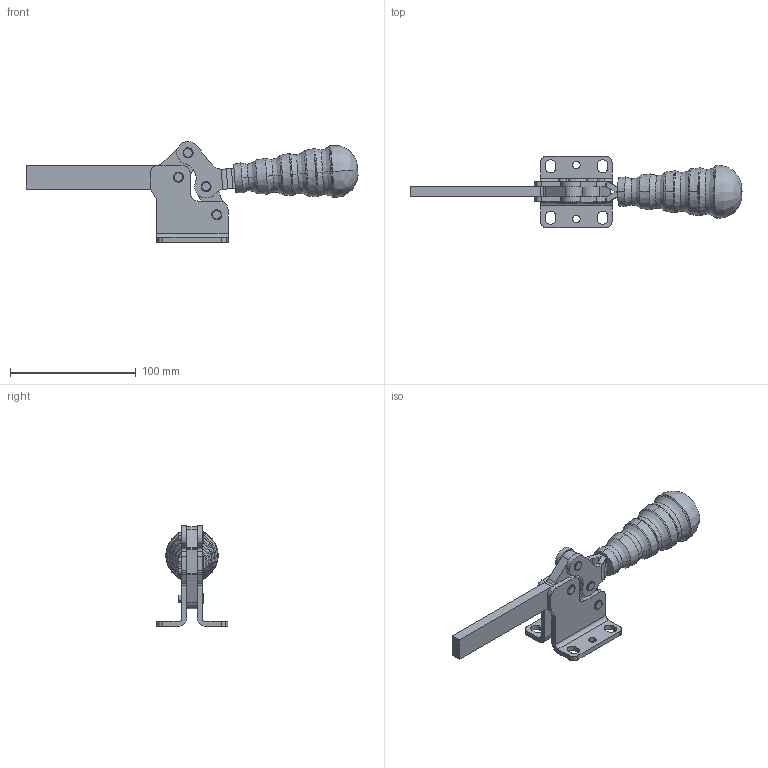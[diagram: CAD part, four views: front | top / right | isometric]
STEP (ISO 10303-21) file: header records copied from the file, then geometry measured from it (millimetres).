
FILE_DESCRIPTION((''),'2;1');
FILE_NAME('134F.0.stp','2005-08-29T13:38:42',('CAD'),(''),'Autodesk Inventor 8','Autodesk Inventor 8','');
FILE_SCHEMA(('AUTOMOTIVE_DESIGN { 1 0 10303 214 1 1 1 1 }'));
Length unit declared in the file: millimetre
Products named in the file (1): Part60
Bounding box: 264.52 x 57 x 80.35 mm (x, y, z)
Volume: 142657.2 mm3; surface area: 44256.7 mm2
Topology: 1 solids, 5 shells, 860 faces, 2359 edges, 1368 vertices
Faces by surface type: plane 340, cone 306, bspline 110, cylinder 82, torus 22
Entity records: 28834 total; most frequent: CARTESIAN_POINT 8116, ORIENTED_EDGE 4698, DIRECTION 4264, EDGE_CURVE 2349, AXIS2_PLACEMENT_3D 1750, VERTEX_POINT 1368, EDGE_LOOP 1037, CIRCLE 999
